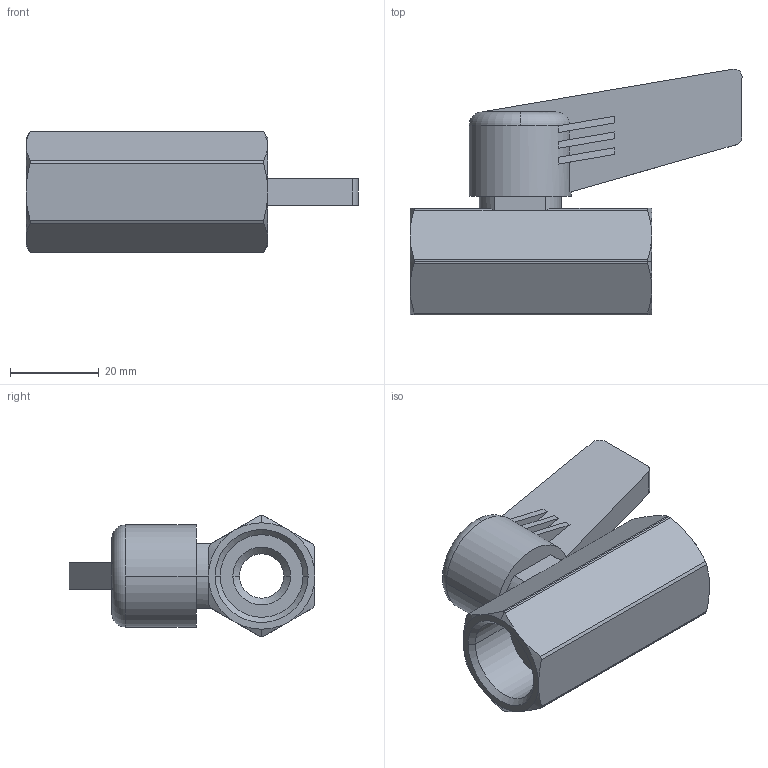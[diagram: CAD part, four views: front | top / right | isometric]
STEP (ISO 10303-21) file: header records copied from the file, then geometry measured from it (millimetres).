
FILE_DESCRIPTION(('STEP AP214'),'1');
FILE_NAME('0492_10_21.stp','2016-07-07T14:24:03',('TraceParts'),('TraceParts S.A.'),'Spatial InterOp 3D',' ',' ');
FILE_SCHEMA(('automotive_design'));
Length unit declared in the file: millimetre
Products named in the file (1): 1
Bounding box: 74.85 x 55.42 x 27.25 mm (x, y, z)
Volume: 31325.3 mm3; surface area: 11609.2 mm2
Topology: 1 solids, 1 shells, 95 faces, 244 edges, 154 vertices
Faces by surface type: plane 40, cone 28, cylinder 24, torus 3
Entity records: 3103 total; most frequent: CARTESIAN_POINT 800, DIRECTION 492, ORIENTED_EDGE 488, EDGE_CURVE 244, AXIS2_PLACEMENT_3D 192, VERTEX_POINT 154, LINE 108, VECTOR 108
